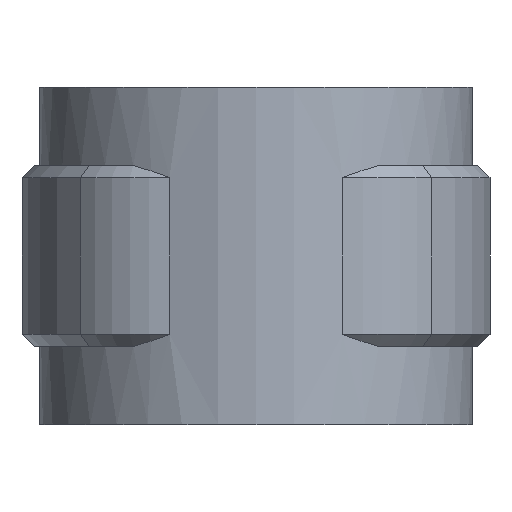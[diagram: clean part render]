
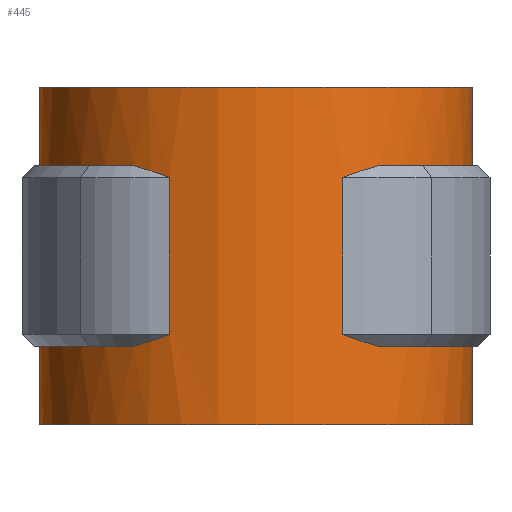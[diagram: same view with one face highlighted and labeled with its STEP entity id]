
A CAD part, front view. The second image highlights one B-rep face of the part: STEP entity #445.
In plain terms, the highlighted cylindrical face has radius 17.935 mm (diameter 35.87 mm), a partial arc.
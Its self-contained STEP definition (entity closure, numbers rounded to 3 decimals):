
#445 = ADVANCED_FACE( '', ( #880 ), #881, .T. );
#880 = FACE_OUTER_BOUND( '', #1944, .T. );
#881 = CYLINDRICAL_SURFACE( '', #1945, 17.935 );
#1944 = EDGE_LOOP( '', ( #4167, #4168, #4169, #4170, #4171, #4172, #4173, #4174, #4175, #4176, #4177, #4178, #4179, #4180, #4181, #4182 ) );
#1945 = AXIS2_PLACEMENT_3D( '', #4183, #4184, #4185 );
#4167 = ORIENTED_EDGE( '', *, *, #6485, .F. );
#4168 = ORIENTED_EDGE( '', *, *, #6486, .T. );
#4169 = ORIENTED_EDGE( '', *, *, #6487, .T. );
#4170 = ORIENTED_EDGE( '', *, *, #6488, .T. );
#4171 = ORIENTED_EDGE( '', *, *, #6489, .T. );
#4172 = ORIENTED_EDGE( '', *, *, #6490, .T. );
#4173 = ORIENTED_EDGE( '', *, *, #6491, .T. );
#4174 = ORIENTED_EDGE( '', *, *, #6353, .F. );
#4175 = ORIENTED_EDGE( '', *, *, #6492, .T. );
#4176 = ORIENTED_EDGE( '', *, *, #6493, .T. );
#4177 = ORIENTED_EDGE( '', *, *, #6494, .T. );
#4178 = ORIENTED_EDGE( '', *, *, #6495, .T. );
#4179 = ORIENTED_EDGE( '', *, *, #6496, .F. );
#4180 = ORIENTED_EDGE( '', *, *, #6356, .F. );
#4181 = ORIENTED_EDGE( '', *, *, #6497, .F. );
#4182 = ORIENTED_EDGE( '', *, *, #6498, .T. );
#4183 = CARTESIAN_POINT( '', ( 0., 0., -26.5 ) );
#4184 = DIRECTION( '', ( 0., 0., -1. ) );
#4185 = DIRECTION( '', ( 0., -1., 0. ) );
#6353 = EDGE_CURVE( '', #7371, #7373, #7374, .T. );
#6356 = EDGE_CURVE( '', #7376, #7363, #7378, .T. );
#6485 = EDGE_CURVE( '', #7595, #7596, #7597, .T. );
#6486 = EDGE_CURVE( '', #7595, #7598, #7599, .T. );
#6487 = EDGE_CURVE( '', #7598, #7600, #7601, .T. );
#6488 = EDGE_CURVE( '', #7600, #7602, #7603, .T. );
#6489 = EDGE_CURVE( '', #7602, #7604, #7605, .T. );
#6490 = EDGE_CURVE( '', #7604, #7606, #7607, .T. );
#6491 = EDGE_CURVE( '', #7606, #7373, #7608, .T. );
#6492 = EDGE_CURVE( '', #7371, #7609, #7610, .T. );
#6493 = EDGE_CURVE( '', #7609, #7611, #7612, .T. );
#6494 = EDGE_CURVE( '', #7611, #7613, #7614, .F. );
#6495 = EDGE_CURVE( '', #7613, #7615, #7616, .T. );
#6496 = EDGE_CURVE( '', #7363, #7615, #7617, .T. );
#6497 = EDGE_CURVE( '', #7618, #7376, #7619, .T. );
#6498 = EDGE_CURVE( '', #7618, #7596, #7620, .T. );
#7363 = VERTEX_POINT( '', #9607 );
#7371 = VERTEX_POINT( '', #9623 );
#7373 = VERTEX_POINT( '', #9626 );
#7374 = LINE( '', #9627, #9628 );
#7376 = VERTEX_POINT( '', #9631 );
#7378 = LINE( '', #9634, #9635 );
#7595 = VERTEX_POINT( '', #10576 );
#7596 = VERTEX_POINT( '', #10577 );
#7597 = CIRCLE( '', #10578, 17.935 );
#7598 = VERTEX_POINT( '', #10579 );
#7599 = B_SPLINE_CURVE_WITH_KNOTS( '', 3, ( #10580, #10581, #10582, #10583 ), .UNSPECIFIED., .F., .F., ( 4, 4 ), ( 0., 0.004 ), .UNSPECIFIED. );
#7600 = VERTEX_POINT( '', #10584 );
#7601 = LINE( '', #10585, #10586 );
#7602 = VERTEX_POINT( '', #10587 );
#7603 = B_SPLINE_CURVE_WITH_KNOTS( '', 3, ( #10588, #10589, #10590, #10591 ), .UNSPECIFIED., .F., .F., ( 4, 4 ), ( 0., 0.004 ), .UNSPECIFIED. );
#7604 = VERTEX_POINT( '', #10592 );
#7605 = CIRCLE( '', #10593, 17.935 );
#7606 = VERTEX_POINT( '', #10594 );
#7607 = LINE( '', #10595, #10596 );
#7608 = CIRCLE( '', #10597, 17.935 );
#7609 = VERTEX_POINT( '', #10598 );
#7610 = CIRCLE( '', #10599, 17.935 );
#7611 = VERTEX_POINT( '', #10600 );
#7612 = B_SPLINE_CURVE_WITH_KNOTS( '', 3, ( #10601, #10602, #10603, #10604 ), .UNSPECIFIED., .F., .F., ( 4, 4 ), ( 0., 0.004 ), .UNSPECIFIED. );
#7613 = VERTEX_POINT( '', #10605 );
#7614 = LINE( '', #10606, #10607 );
#7615 = VERTEX_POINT( '', #10608 );
#7616 = B_SPLINE_CURVE_WITH_KNOTS( '', 3, ( #10609, #10610, #10611, #10612 ), .UNSPECIFIED., .F., .F., ( 4, 4 ), ( 0., 0.004 ), .UNSPECIFIED. );
#7617 = CIRCLE( '', #10613, 17.935 );
#7618 = VERTEX_POINT( '', #10614 );
#7619 = CIRCLE( '', #10615, 17.935 );
#7620 = LINE( '', #10616, #10617 );
#9607 = CARTESIAN_POINT( '', ( -6.1, 16.866, -20. ) );
#9623 = CARTESIAN_POINT( '', ( -6.1, 16.866, -5. ) );
#9626 = CARTESIAN_POINT( '', ( -6.1, 16.866, 1.5 ) );
#9627 = CARTESIAN_POINT( '', ( -6.1, 16.866, -26.5 ) );
#9628 = VECTOR( '', #12347, 1000. );
#9631 = CARTESIAN_POINT( '', ( -6.1, 16.866, -26.5 ) );
#9634 = CARTESIAN_POINT( '', ( -6.1, 16.866, -26.5 ) );
#9635 = VECTOR( '', #12350, 1000. );
#10576 = CARTESIAN_POINT( '', ( 10.174, -14.77, -20. ) );
#10577 = CARTESIAN_POINT( '', ( 6.1, 16.866, -20. ) );
#10578 = AXIS2_PLACEMENT_3D( '', #12479, #12480, #12481 );
#10579 = CARTESIAN_POINT( '', ( 7.172, -16.439, -19. ) );
#10580 = CARTESIAN_POINT( '', ( 10.174, -14.77, -20. ) );
#10581 = CARTESIAN_POINT( '', ( 9.209, -15.435, -19.74 ) );
#10582 = CARTESIAN_POINT( '', ( 8.209, -15.986, -19.398 ) );
#10583 = CARTESIAN_POINT( '', ( 7.172, -16.439, -19. ) );
#10584 = CARTESIAN_POINT( '', ( 7.172, -16.439, -6. ) );
#10585 = CARTESIAN_POINT( '', ( 7.172, -16.439, -12.5 ) );
#10586 = VECTOR( '', #12482, 1000. );
#10587 = CARTESIAN_POINT( '', ( 10.174, -14.77, -5. ) );
#10588 = CARTESIAN_POINT( '', ( 7.172, -16.439, -6. ) );
#10589 = CARTESIAN_POINT( '', ( 8.209, -15.986, -5.602 ) );
#10590 = CARTESIAN_POINT( '', ( 9.209, -15.435, -5.26 ) );
#10591 = CARTESIAN_POINT( '', ( 10.174, -14.77, -5. ) );
#10592 = CARTESIAN_POINT( '', ( 6.1, 16.866, -5. ) );
#10593 = AXIS2_PLACEMENT_3D( '', #12483, #12484, #12485 );
#10594 = CARTESIAN_POINT( '', ( 6.1, 16.866, 1.5 ) );
#10595 = CARTESIAN_POINT( '', ( 6.1, 16.866, -26.5 ) );
#10596 = VECTOR( '', #12486, 1000. );
#10597 = AXIS2_PLACEMENT_3D( '', #12487, #12488, #12489 );
#10598 = CARTESIAN_POINT( '', ( -10.174, -14.77, -5. ) );
#10599 = AXIS2_PLACEMENT_3D( '', #12490, #12491, #12492 );
#10600 = CARTESIAN_POINT( '', ( -7.172, -16.439, -6. ) );
#10601 = CARTESIAN_POINT( '', ( -10.174, -14.77, -5. ) );
#10602 = CARTESIAN_POINT( '', ( -9.209, -15.435, -5.26 ) );
#10603 = CARTESIAN_POINT( '', ( -8.209, -15.986, -5.602 ) );
#10604 = CARTESIAN_POINT( '', ( -7.172, -16.439, -6. ) );
#10605 = CARTESIAN_POINT( '', ( -7.172, -16.439, -19. ) );
#10606 = CARTESIAN_POINT( '', ( -7.172, -16.439, -12.5 ) );
#10607 = VECTOR( '', #12493, 1000. );
#10608 = CARTESIAN_POINT( '', ( -10.174, -14.77, -20. ) );
#10609 = CARTESIAN_POINT( '', ( -7.172, -16.439, -19. ) );
#10610 = CARTESIAN_POINT( '', ( -8.209, -15.986, -19.398 ) );
#10611 = CARTESIAN_POINT( '', ( -9.209, -15.435, -19.74 ) );
#10612 = CARTESIAN_POINT( '', ( -10.174, -14.77, -20. ) );
#10613 = AXIS2_PLACEMENT_3D( '', #12494, #12495, #12496 );
#10614 = CARTESIAN_POINT( '', ( 6.1, 16.866, -26.5 ) );
#10615 = AXIS2_PLACEMENT_3D( '', #12497, #12498, #12499 );
#10616 = CARTESIAN_POINT( '', ( 6.1, 16.866, -26.5 ) );
#10617 = VECTOR( '', #12500, 1000. );
#12347 = DIRECTION( '', ( 0., 0., 1. ) );
#12350 = DIRECTION( '', ( 0., 0., 1. ) );
#12479 = CARTESIAN_POINT( '', ( 0., 0., -20. ) );
#12480 = DIRECTION( '', ( 0., 0., 1. ) );
#12481 = DIRECTION( '', ( 1., 0., 0. ) );
#12482 = DIRECTION( '', ( 0., 0., 1. ) );
#12483 = CARTESIAN_POINT( '', ( 0., 0., -5. ) );
#12484 = DIRECTION( '', ( 0., 0., 1. ) );
#12485 = DIRECTION( '', ( 1., 0., 0. ) );
#12486 = DIRECTION( '', ( 0., 0., 1. ) );
#12487 = CARTESIAN_POINT( '', ( 0., 0., 1.5 ) );
#12488 = DIRECTION( '', ( 0., 0., -1. ) );
#12489 = DIRECTION( '', ( 1., 0., 0. ) );
#12490 = CARTESIAN_POINT( '', ( 0., 0., -5. ) );
#12491 = DIRECTION( '', ( 0., 0., 1. ) );
#12492 = DIRECTION( '', ( 1., 0., 0. ) );
#12493 = DIRECTION( '', ( 0., 0., 1. ) );
#12494 = CARTESIAN_POINT( '', ( 0., 0., -20. ) );
#12495 = DIRECTION( '', ( 0., 0., 1. ) );
#12496 = DIRECTION( '', ( 1., 0., 0. ) );
#12497 = CARTESIAN_POINT( '', ( 0., 0., -26.5 ) );
#12498 = DIRECTION( '', ( 0., 0., -1. ) );
#12499 = DIRECTION( '', ( 1., 0., 0. ) );
#12500 = DIRECTION( '', ( 0., 0., 1. ) );
